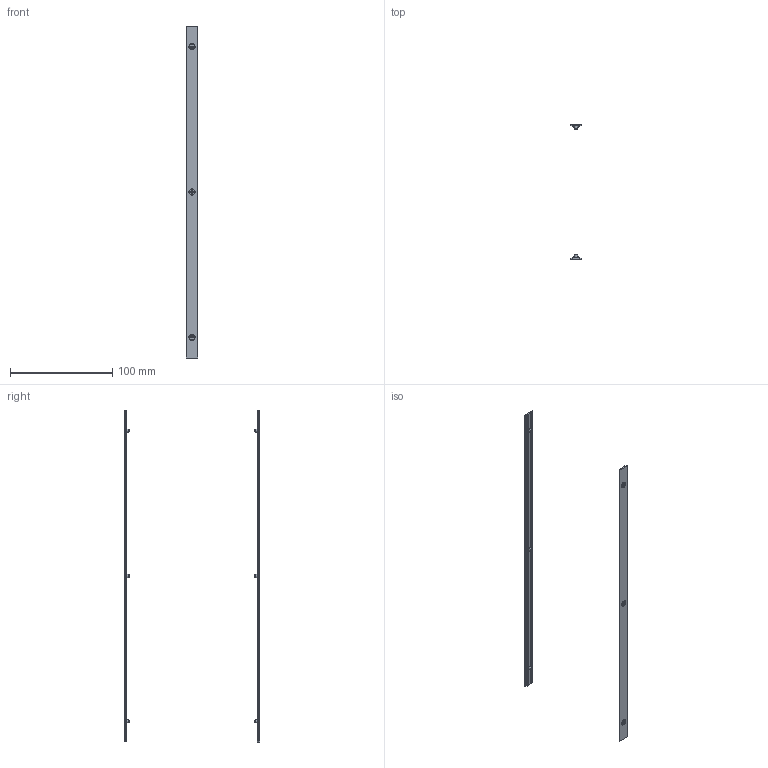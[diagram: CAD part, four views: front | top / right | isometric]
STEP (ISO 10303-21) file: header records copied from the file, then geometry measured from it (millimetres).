
FILE_DESCRIPTION((''),'2;1');
FILE_NAME('54002630_EPS_00063.stp','2012-09-05T07:41:01',('Watermann'),(''),'Autodesk Inventor 2013','Autodesk Inventor 2013','');
FILE_SCHEMA(('AUTOMOTIVE_DESIGN { 1 0 10303 214 1 1 1 1 }'));
Length unit declared in the file: millimetre
Products named in the file (3): EPS_00063_3D; KL_00063_3D; SHR S M3X5 DIN 965 OG_3DSYM PART1
Assembly tree (8 placements, depth 2):
  EPS_00063_3D
    KL_00063_3D  x2
    SHR S M3X5 DIN 965 OG_3DSYM PART1  x6
Bounding box: 11.4 x 132.4 x 324.82 mm (x, y, z)
Volume: 10509 mm3; surface area: 17881.1 mm2
Topology: 8 solids, 8 shells, 168 faces, 426 edges, 280 vertices
Faces by surface type: plane 122, cylinder 22, cone 18, torus 6
Full cylindrical faces by diameter (mm): 3 x12, 5.5 x6
Entity records: 1400 total; most frequent: DIRECTION 228, CARTESIAN_POINT 225, ORIENTED_EDGE 198, EDGE_CURVE 99, VECTOR 80, LINE 80, AXIS2_PLACEMENT_3D 74, VERTEX_POINT 71
